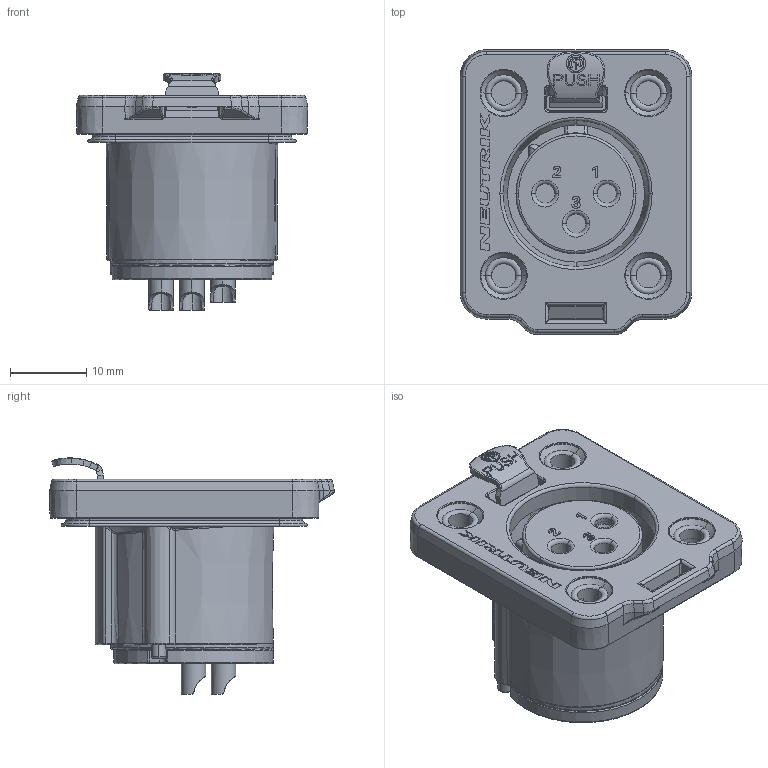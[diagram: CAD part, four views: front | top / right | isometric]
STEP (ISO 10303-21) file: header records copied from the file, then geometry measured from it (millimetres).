
FILE_DESCRIPTION((''),'2;1');
FILE_NAME('30011069','2023-11-08T10:40:36',('thomas.schmiedl'),(''),'CREO PARAMETRIC BY PTC INC, 2021184','CREO PARAMETRIC BY PTC INC, 2021184','');
FILE_SCHEMA(('CONFIG_CONTROL_DESIGN'));
Length unit declared in the file: millimetre
Products named in the file (1): 30011069
Bounding box: 30.4 x 37.4 x 31.01 mm (x, y, z)
Volume: 11056.8 mm3; surface area: 7270.3 mm2
Topology: 1 solids, 10 shells, 1219 faces, 3059 edges, 1911 vertices
Faces by surface type: plane 472, cylinder 281, bspline 158, torus 124, extrusion 84, cone 64, sphere 36
Entity records: 42421 total; most frequent: CARTESIAN_POINT 14970, ORIENTED_EDGE 6116, DIRECTION 5070, EDGE_CURVE 3058, VERTEX_POINT 1909, AXIS2_PLACEMENT_3D 1841, VECTOR 1388, LINE 1304
